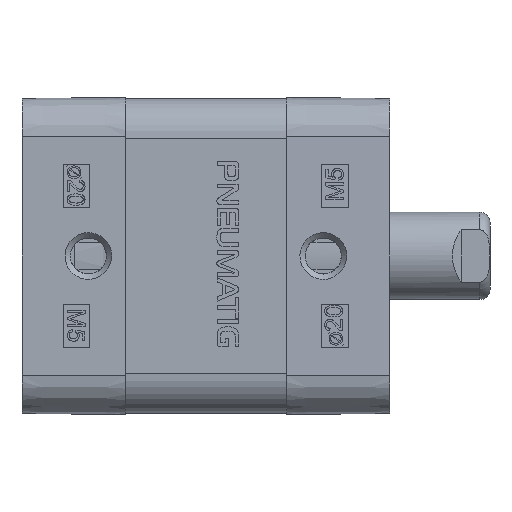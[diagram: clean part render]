
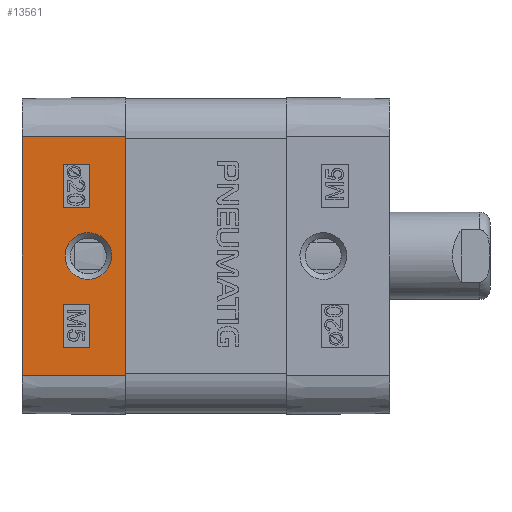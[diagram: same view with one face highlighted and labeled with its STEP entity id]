
A CAD part, left-side view. The second image highlights one B-rep face of the part: STEP entity #13561.
In plain terms, the highlighted planar face has unit normal (-1, 0.009, 0).
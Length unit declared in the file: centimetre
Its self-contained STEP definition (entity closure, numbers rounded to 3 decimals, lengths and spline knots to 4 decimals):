
#243=LINE($,#18448,#1461);
#244=LINE($,#18454,#1462);
#341=LINE($,#18726,#1559);
#346=LINE($,#18766,#1564);
#347=LINE($,#18778,#1565);
#348=LINE($,#18780,#1566);
#349=LINE($,#18782,#1567);
#350=LINE($,#18783,#1568);
#351=LINE($,#18786,#1569);
#352=LINE($,#18788,#1570);
#353=LINE($,#18790,#1571);
#354=LINE($,#18791,#1572);
#1461=VECTOR($,#15316,1.18);
#1462=VECTOR($,#15321,1.18);
#1559=VECTOR($,#15592,2.73);
#1564=VECTOR($,#15635,2.73);
#1565=VECTOR($,#15650,0.3);
#1566=VECTOR($,#15651,0.5);
#1567=VECTOR($,#15652,0.3);
#1568=VECTOR($,#15653,0.5);
#1569=VECTOR($,#15654,0.3);
#1570=VECTOR($,#15655,0.5);
#1571=VECTOR($,#15656,0.3);
#1572=VECTOR($,#15657,0.5);
#2715=PLANE($,#14445);
#3094=FACE_BOUND($,#4172,.T.);
#3095=FACE_BOUND($,#4173,.T.);
#3096=FACE_BOUND($,#4174,.T.);
#3353=FACE_OUTER_BOUND($,#4171,.T.);
#4171=EDGE_LOOP($,(#9638,#9639,#9640,#9641));
#4172=EDGE_LOOP($,(#9642,#9643,#9644,#9645));
#4173=EDGE_LOOP($,(#9646,#9647,#9648,#9649));
#4174=EDGE_LOOP($,(#9650));
#5390=B_SPLINE_CURVE_WITH_KNOTS($,3,(#18793,#18794,#18795,#18796,#18797,
#18798,#18799,#18800,#18801,#18802,#18803,#18804,#18805,#18806,#18807,#18808,
#18809,#18810,#18811,#18812,#18813,#18814,#18815,#18816,#18817,#18818,#18819,
#18820,#18821,#18822,#18823,#18824,#18825,#18826,#18827,#18828,#18829,#18830,
#18831,#18832),.UNSPECIFIED.,.T.,.F.,(4,3,3,3,3,3,3,3,3,3,3,3,3,4),(0.,
0.1199,0.3196,0.4271,0.6559,
0.7378,0.9607,0.9848,1.187,
1.3056,1.5241,1.6039,1.8427,1.9626),
 .UNSPECIFIED.);
#5867=VERTEX_POINT($,#18441);
#5870=VERTEX_POINT($,#18446);
#5872=VERTEX_POINT($,#18451);
#5873=VERTEX_POINT($,#18453);
#5980=VERTEX_POINT($,#18776);
#5981=VERTEX_POINT($,#18777);
#5982=VERTEX_POINT($,#18779);
#5983=VERTEX_POINT($,#18781);
#5984=VERTEX_POINT($,#18784);
#5985=VERTEX_POINT($,#18785);
#5986=VERTEX_POINT($,#18787);
#5987=VERTEX_POINT($,#18789);
#5988=VERTEX_POINT($,#18792);
#7268=EDGE_CURVE($,#5870,#5867,#243,.T.);
#7270=EDGE_CURVE($,#5873,#5872,#244,.T.);
#7407=EDGE_CURVE($,#5872,#5867,#341,.T.);
#7424=EDGE_CURVE($,#5870,#5873,#346,.T.);
#7427=EDGE_CURVE($,#5980,#5981,#347,.T.);
#7428=EDGE_CURVE($,#5981,#5982,#348,.T.);
#7429=EDGE_CURVE($,#5982,#5983,#349,.T.);
#7430=EDGE_CURVE($,#5983,#5980,#350,.T.);
#7431=EDGE_CURVE($,#5984,#5985,#351,.T.);
#7432=EDGE_CURVE($,#5985,#5986,#352,.T.);
#7433=EDGE_CURVE($,#5986,#5987,#353,.T.);
#7434=EDGE_CURVE($,#5987,#5984,#354,.T.);
#7435=EDGE_CURVE($,#5988,#5988,#5390,.T.);
#9638=ORIENTED_EDGE($,*,*,#7407,.T.);
#9639=ORIENTED_EDGE($,*,*,#7268,.F.);
#9640=ORIENTED_EDGE($,*,*,#7424,.T.);
#9641=ORIENTED_EDGE($,*,*,#7270,.T.);
#9642=ORIENTED_EDGE($,*,*,#7427,.T.);
#9643=ORIENTED_EDGE($,*,*,#7428,.T.);
#9644=ORIENTED_EDGE($,*,*,#7429,.T.);
#9645=ORIENTED_EDGE($,*,*,#7430,.T.);
#9646=ORIENTED_EDGE($,*,*,#7431,.T.);
#9647=ORIENTED_EDGE($,*,*,#7432,.T.);
#9648=ORIENTED_EDGE($,*,*,#7433,.T.);
#9649=ORIENTED_EDGE($,*,*,#7434,.T.);
#9650=ORIENTED_EDGE($,*,*,#7435,.F.);
#13561=ADVANCED_FACE($,(#3353,#3094,#3095,#3096),#2715,.T.);
#14445=AXIS2_PLACEMENT_3D($,#18775,#15648,#15649);
#15316=DIRECTION($,(0.009,1.,0.));
#15321=DIRECTION($,(0.009,1.,0.));
#15592=DIRECTION($,(0.,0.,-1.));
#15635=DIRECTION($,(0.,0.,1.));
#15648=DIRECTION('center_axis',(-1.,0.009,0.));
#15649=DIRECTION('ref_axis',(0.,0.,1.));
#15650=DIRECTION($,(-0.009,-1.,0.));
#15651=DIRECTION($,(0.,0.,-1.));
#15652=DIRECTION($,(0.009,1.,0.));
#15653=DIRECTION($,(0.,0.,1.));
#15654=DIRECTION($,(-0.009,-1.,0.));
#15655=DIRECTION($,(0.,0.,-1.));
#15656=DIRECTION($,(0.009,1.,0.));
#15657=DIRECTION($,(0.,0.,1.));
#18441=CARTESIAN_POINT('',(-1.8047,1.68,-1.365));
#18446=CARTESIAN_POINT('',(-1.815,0.5,-1.365));
#18448=CARTESIAN_POINT($,(-1.815,0.5,-1.365));
#18451=CARTESIAN_POINT('',(-1.8047,1.68,1.365));
#18453=CARTESIAN_POINT('',(-1.815,0.5,1.365));
#18454=CARTESIAN_POINT($,(-1.815,0.5,1.365));
#18726=CARTESIAN_POINT($,(-1.8047,1.68,1.365));
#18766=CARTESIAN_POINT($,(-1.815,0.5,-1.365));
#18775=CARTESIAN_POINT('Origin',(-1.815,0.5,1.365));
#18776=CARTESIAN_POINT('',(-1.8088,1.205,-0.55));
#18777=CARTESIAN_POINT('',(-1.8115,0.905,-0.55));
#18778=CARTESIAN_POINT($,(-1.8088,1.205,-0.55));
#18779=CARTESIAN_POINT('',(-1.8115,0.905,-1.05));
#18780=CARTESIAN_POINT($,(-1.8115,0.905,-0.55));
#18781=CARTESIAN_POINT('',(-1.8088,1.205,-1.05));
#18782=CARTESIAN_POINT($,(-1.8115,0.905,-1.05));
#18783=CARTESIAN_POINT($,(-1.8088,1.205,-1.05));
#18784=CARTESIAN_POINT('',(-1.8088,1.205,1.05));
#18785=CARTESIAN_POINT('',(-1.8115,0.905,1.05));
#18786=CARTESIAN_POINT($,(-1.8088,1.205,1.05));
#18787=CARTESIAN_POINT('',(-1.8115,0.905,0.55));
#18788=CARTESIAN_POINT($,(-1.8115,0.905,1.05));
#18789=CARTESIAN_POINT('',(-1.8088,1.205,0.55));
#18790=CARTESIAN_POINT($,(-1.8115,0.905,0.55));
#18791=CARTESIAN_POINT($,(-1.8088,1.205,0.55));
#18792=CARTESIAN_POINT('',(-1.8137,0.6531,-0.0001));
#18793=CARTESIAN_POINT('Ctrl Pts',(-1.809,1.1875,-0.0002));
#18794=CARTESIAN_POINT('Ctrl Pts',(-1.809,1.1876,-0.0401));
#18795=CARTESIAN_POINT('Ctrl Pts',(-1.8091,1.1785,-0.0812));
#18796=CARTESIAN_POINT('Ctrl Pts',(-1.8092,1.1617,-0.1161));
#18797=CARTESIAN_POINT('Ctrl Pts',(-1.8095,1.1337,-0.1743));
#18798=CARTESIAN_POINT('Ctrl Pts',(-1.8098,1.0969,-0.2063));
#18799=CARTESIAN_POINT('Ctrl Pts',(-1.8102,1.0539,-0.2313));
#18800=CARTESIAN_POINT('Ctrl Pts',(-1.8104,1.0307,-0.2448));
#18801=CARTESIAN_POINT('Ctrl Pts',(-1.8106,1.0057,-0.2548));
#18802=CARTESIAN_POINT('Ctrl Pts',(-1.8108,0.98,-0.2606));
#18803=CARTESIAN_POINT('Ctrl Pts',(-1.8113,0.9255,-0.2731));
#18804=CARTESIAN_POINT('Ctrl Pts',(-1.8118,0.8675,-0.2681));
#18805=CARTESIAN_POINT('Ctrl Pts',(-1.8123,0.813,-0.2447));
#18806=CARTESIAN_POINT('Ctrl Pts',(-1.8124,0.7935,-0.2363));
#18807=CARTESIAN_POINT('Ctrl Pts',(-1.8126,0.7735,-0.2251));
#18808=CARTESIAN_POINT('Ctrl Pts',(-1.8128,0.7538,-0.2094));
#18809=CARTESIAN_POINT('Ctrl Pts',(-1.8133,0.7001,-0.1666));
#18810=CARTESIAN_POINT('Ctrl Pts',(-1.8136,0.6608,-0.0953));
#18811=CARTESIAN_POINT('Ctrl Pts',(-1.8137,0.6542,-0.0233));
#18812=CARTESIAN_POINT('Ctrl Pts',(-1.8137,0.6535,-0.0155));
#18813=CARTESIAN_POINT('Ctrl Pts',(-1.8137,0.6531,-0.0077));
#18814=CARTESIAN_POINT('Ctrl Pts',(-1.8137,0.6531,-0.0001));
#18815=CARTESIAN_POINT('Ctrl Pts',(-1.8137,0.6531,0.0639));
#18816=CARTESIAN_POINT('Ctrl Pts',(-1.8135,0.6717,0.107));
#18817=CARTESIAN_POINT('Ctrl Pts',(-1.8133,0.6975,0.1468));
#18818=CARTESIAN_POINT('Ctrl Pts',(-1.8131,0.7127,0.1701));
#18819=CARTESIAN_POINT('Ctrl Pts',(-1.813,0.7314,0.1912));
#18820=CARTESIAN_POINT('Ctrl Pts',(-1.8128,0.7538,0.2091));
#18821=CARTESIAN_POINT('Ctrl Pts',(-1.8124,0.7951,0.2421));
#18822=CARTESIAN_POINT('Ctrl Pts',(-1.8119,0.8519,0.2646));
#18823=CARTESIAN_POINT('Ctrl Pts',(-1.8114,0.9108,0.2672));
#18824=CARTESIAN_POINT('Ctrl Pts',(-1.8112,0.9323,0.2681));
#18825=CARTESIAN_POINT('Ctrl Pts',(-1.811,0.9554,0.2667));
#18826=CARTESIAN_POINT('Ctrl Pts',(-1.8108,0.9801,0.2611));
#18827=CARTESIAN_POINT('Ctrl Pts',(-1.8102,1.0538,0.2442));
#18828=CARTESIAN_POINT('Ctrl Pts',(-1.8095,1.1266,0.1883));
#18829=CARTESIAN_POINT('Ctrl Pts',(-1.8092,1.1614,0.116));
#18830=CARTESIAN_POINT('Ctrl Pts',(-1.8091,1.1788,0.0797));
#18831=CARTESIAN_POINT('Ctrl Pts',(-1.809,1.1874,0.0398));
#18832=CARTESIAN_POINT('Ctrl Pts',(-1.809,1.1875,-0.0002));
